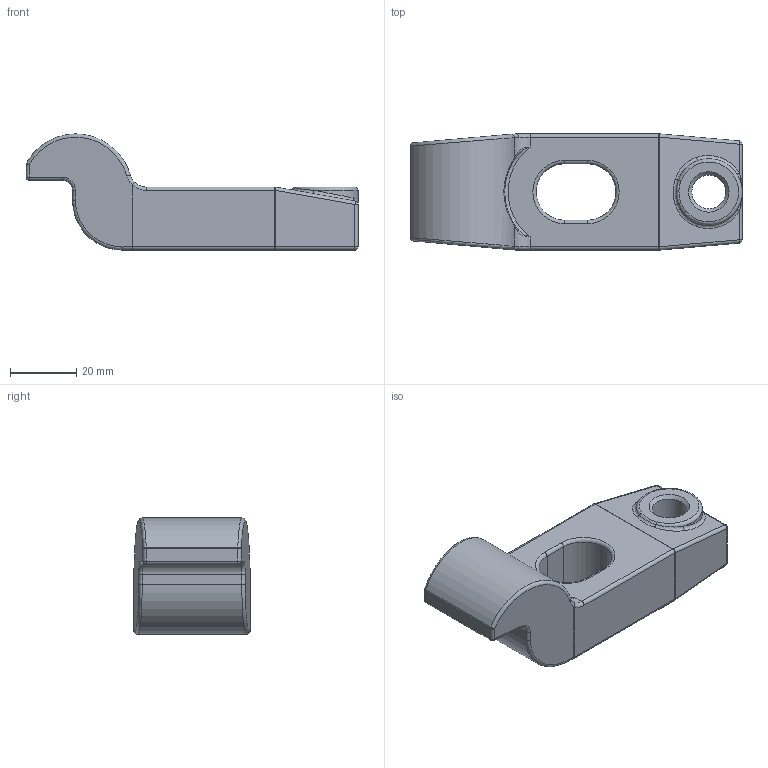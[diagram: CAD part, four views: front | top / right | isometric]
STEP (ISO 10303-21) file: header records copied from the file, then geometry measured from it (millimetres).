
FILE_DESCRIPTION( ( 'Unknown' ), '1' );
FILE_NAME( 'CP27-16100.stp', 'Unknown', ( 'Unknown' ), ( 'Unknown' ), 'XStep 1.0', 'Unknown', ' ' );
FILE_SCHEMA( ( 'CONFIG_CONTROL_DESIGN' ) );
Length unit declared in the file: millimetre
Products named in the file (1): 1
Bounding box: 100 x 35 x 35 mm (x, y, z)
Volume: 56975.8 mm3; surface area: 12833.3 mm2
Topology: 1 solids, 1 shells, 113 faces, 257 edges, 130 vertices
Faces by surface type: cylinder 44, bspline 25, sphere 18, plane 16, torus 8, cone 2
Full cylindrical faces by diameter (mm): 10.2 x1
Entity records: 6300 total; most frequent: CARTESIAN_POINT 3917, DIRECTION 518, ORIENTED_EDGE 474, EDGE_CURVE 237, AXIS2_PLACEMENT_3D 219, VERTEX_POINT 129, EDGE_LOOP 120, FACE_OUTER_BOUND 114
